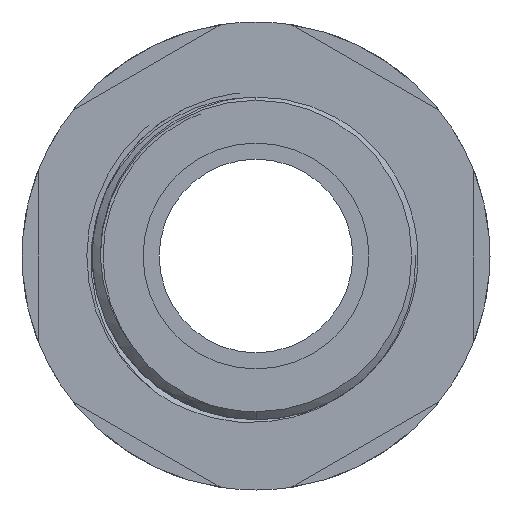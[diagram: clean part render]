
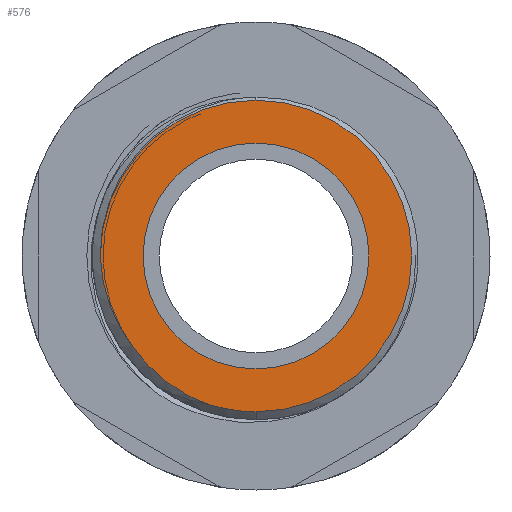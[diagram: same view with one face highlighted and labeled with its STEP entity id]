
A CAD part, front view. The second image highlights one B-rep face of the part: STEP entity #576.
In plain terms, the highlighted planar face has unit normal (0, -1, 0).
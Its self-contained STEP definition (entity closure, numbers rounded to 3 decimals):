
#325 = AXIS2_PLACEMENT_3D ( 'NONE', #6426, #6321, #6317 ) ;
#576 = ADVANCED_FACE ( 'NONE', ( #8613, #14568 ), #6351, .F. ) ;
#608 = CARTESIAN_POINT ( 'NONE',  ( -8.717, -9., -3.903 ) ) ;
#702 = VERTEX_POINT ( 'NONE', #5745 ) ;
#713 = EDGE_CURVE ( 'NONE', #7357, #4386, #1231, .T. ) ;
#885 = CARTESIAN_POINT ( 'NONE',  ( -4.029, -9., -8.733 ) ) ;
#955 = AXIS2_PLACEMENT_3D ( 'NONE', #4196, #12267, #5408 ) ;
#1059 = EDGE_CURVE ( 'NONE', #9195, #11106, #8417, .T. ) ;
#1161 = EDGE_LOOP ( 'NONE', ( #12235, #10103 ) ) ;
#1231 = CIRCLE ( 'NONE', #10532, 7. ) ;
#1597 = CARTESIAN_POINT ( 'NONE',  ( 0., -9., 0. ) ) ;
#1797 = CARTESIAN_POINT ( 'NONE',  ( -7.952, -9., -5.211 ) ) ;
#2079 = CARTESIAN_POINT ( 'NONE',  ( -3.33, -9., -9.045 ) ) ;
#2540 = ORIENTED_EDGE ( 'NONE', *, *, #2936, .T. ) ;
#2685 = ORIENTED_EDGE ( 'NONE', *, *, #11524, .T. ) ;
#2799 = DIRECTION ( 'NONE',  ( 0., 0., -1. ) ) ;
#2936 = EDGE_CURVE ( 'NONE', #4053, #9195, #3909, .T. ) ;
#3212 = CARTESIAN_POINT ( 'NONE',  ( -7.64, -9., -5.612 ) ) ;
#3258 = CARTESIAN_POINT ( 'NONE',  ( -2.854, -9., -9.218 ) ) ;
#3704 = CARTESIAN_POINT ( 'NONE',  ( 0., -9., 9.65 ) ) ;
#3868 = DIRECTION ( 'NONE',  ( 0., 0., 1. ) ) ;
#3880 = DIRECTION ( 'NONE',  ( 0., -1., 0. ) ) ;
#3899 = CARTESIAN_POINT ( 'NONE',  ( 0., -9., 0. ) ) ;
#3909 = CIRCLE ( 'NONE', #955, 9.65 ) ;
#4053 = VERTEX_POINT ( 'NONE', #10716 ) ;
#4196 = CARTESIAN_POINT ( 'NONE',  ( 0., -9., 0. ) ) ;
#4386 = VERTEX_POINT ( 'NONE', #13779 ) ;
#4513 = DIRECTION ( 'NONE',  ( 0., -1., 0. ) ) ;
#4779 = B_SPLINE_CURVE_WITH_KNOTS ( 'NONE', 3,
 ( #11064, #7101, #12194, #5323, #13289, #6495, #14390, #7666, #608, #8840, #1797, #10011 ),
 .UNSPECIFIED., .F., .F.,
 ( 4, 2, 2, 2, 2, 4 ),
 ( 0.013, 0.015, 0.016, 0.016, 0.018, 0.019 ),
 .UNSPECIFIED. ) ;
#4838 = VERTEX_POINT ( 'NONE', #7752 ) ;
#5201 = EDGE_CURVE ( 'NONE', #4838, #4053, #8266, .T. ) ;
#5323 = CARTESIAN_POINT ( 'NONE',  ( -9.442, -9., -1.765 ) ) ;
#5408 = DIRECTION ( 'NONE',  ( 0., 0., 1. ) ) ;
#5458 = DIRECTION ( 'NONE',  ( 0., 0., -1. ) ) ;
#5476 = DIRECTION ( 'NONE',  ( 0., -1., 0. ) ) ;
#5501 = CARTESIAN_POINT ( 'NONE',  ( 0., -9., 0. ) ) ;
#5525 = CIRCLE ( 'NONE', #6523, 7. ) ;
#5595 = CARTESIAN_POINT ( 'NONE',  ( -7.026, -9., -6.426 ) ) ;
#5745 = CARTESIAN_POINT ( 'NONE',  ( -7.64, -9., -5.612 ) ) ;
#6063 = CARTESIAN_POINT ( 'NONE',  ( -9.65, -9., -0.022 ) ) ;
#6096 = B_SPLINE_CURVE_WITH_KNOTS ( 'NONE', 3,
 ( #3212, #12438, #5595, #13551, #6766, #14654, #7941, #885, #9109, #2079, #10266, #3258 ),
 .UNSPECIFIED., .F., .F.,
 ( 4, 2, 2, 2, 2, 4 ),
 ( 0., 0.002, 0.003, 0.005, 0.005, 0.006 ),
 .UNSPECIFIED. ) ;
#6317 = DIRECTION ( 'NONE',  ( 0., 0., 1. ) ) ;
#6321 = DIRECTION ( 'NONE',  ( 0., 1., 0. ) ) ;
#6351 = PLANE ( 'NONE',  #325 ) ;
#6426 = CARTESIAN_POINT ( 'NONE',  ( 0., -9., 0. ) ) ;
#6495 = CARTESIAN_POINT ( 'NONE',  ( -9.252, -9., -2.5 ) ) ;
#6523 = AXIS2_PLACEMENT_3D ( 'NONE', #1597, #9834, #2799 ) ;
#6766 = CARTESIAN_POINT ( 'NONE',  ( -5.934, -9., -7.499 ) ) ;
#7101 = CARTESIAN_POINT ( 'NONE',  ( -9.636, -9., -0.523 ) ) ;
#7357 = VERTEX_POINT ( 'NONE', #14861 ) ;
#7415 = ORIENTED_EDGE ( 'NONE', *, *, #8915, .T. ) ;
#7666 = CARTESIAN_POINT ( 'NONE',  ( -8.923, -9., -3.447 ) ) ;
#7752 = CARTESIAN_POINT ( 'NONE',  ( -2.854, -9., -9.218 ) ) ;
#7941 = CARTESIAN_POINT ( 'NONE',  ( -4.702, -9., -8.376 ) ) ;
#8091 = ORIENTED_EDGE ( 'NONE', *, *, #1059, .T. ) ;
#8266 = CIRCLE ( 'NONE', #12668, 9.65 ) ;
#8417 = CIRCLE ( 'NONE', #8725, 9.65 ) ;
#8613 = FACE_BOUND ( 'NONE', #1161, .T. ) ;
#8725 = AXIS2_PLACEMENT_3D ( 'NONE', #3899, #3880, #3868 ) ;
#8767 = EDGE_CURVE ( 'NONE', #4386, #7357, #5525, .T. ) ;
#8840 = CARTESIAN_POINT ( 'NONE',  ( -8.233, -9., -4.785 ) ) ;
#8915 = EDGE_CURVE ( 'NONE', #702, #4838, #6096, .T. ) ;
#9109 = CARTESIAN_POINT ( 'NONE',  ( -3.798, -9., -8.843 ) ) ;
#9195 = VERTEX_POINT ( 'NONE', #3704 ) ;
#9834 = DIRECTION ( 'NONE',  ( 0., -1., 0. ) ) ;
#10011 = CARTESIAN_POINT ( 'NONE',  ( -7.64, -9., -5.612 ) ) ;
#10103 = ORIENTED_EDGE ( 'NONE', *, *, #8767, .F. ) ;
#10266 = CARTESIAN_POINT ( 'NONE',  ( -3.094, -9., -9.137 ) ) ;
#10532 = AXIS2_PLACEMENT_3D ( 'NONE', #5501, #5476, #5458 ) ;
#10716 = CARTESIAN_POINT ( 'NONE',  ( 0., -9., -9.65 ) ) ;
#11064 = CARTESIAN_POINT ( 'NONE',  ( -9.65, -9., -0.022 ) ) ;
#11106 = VERTEX_POINT ( 'NONE', #6063 ) ;
#11440 = CARTESIAN_POINT ( 'NONE',  ( 0., -9., 0. ) ) ;
#11524 = EDGE_CURVE ( 'NONE', #11106, #702, #4779, .T. ) ;
#12083 = EDGE_LOOP ( 'NONE', ( #2685, #7415, #13211, #2540, #8091 ) ) ;
#12194 = CARTESIAN_POINT ( 'NONE',  ( -9.582, -9., -1.021 ) ) ;
#12235 = ORIENTED_EDGE ( 'NONE', *, *, #713, .F. ) ;
#12267 = DIRECTION ( 'NONE',  ( 0., -1., 0. ) ) ;
#12438 = CARTESIAN_POINT ( 'NONE',  ( -7.349, -9., -6.033 ) ) ;
#12552 = DIRECTION ( 'NONE',  ( 0., 0., 1. ) ) ;
#12668 = AXIS2_PLACEMENT_3D ( 'NONE', #11440, #4513, #12552 ) ;
#13211 = ORIENTED_EDGE ( 'NONE', *, *, #5201, .T. ) ;
#13289 = CARTESIAN_POINT ( 'NONE',  ( -9.385, -9., -2.013 ) ) ;
#13551 = CARTESIAN_POINT ( 'NONE',  ( -6.318, -9., -7.16 ) ) ;
#13779 = CARTESIAN_POINT ( 'NONE',  ( 0., -9., 7. ) ) ;
#14390 = CARTESIAN_POINT ( 'NONE',  ( -9.177, -9., -2.739 ) ) ;
#14568 = FACE_OUTER_BOUND ( 'NONE', #12083, .T. ) ;
#14654 = CARTESIAN_POINT ( 'NONE',  ( -5.128, -9., -8.105 ) ) ;
#14861 = CARTESIAN_POINT ( 'NONE',  ( 0., -9., -7. ) ) ;
